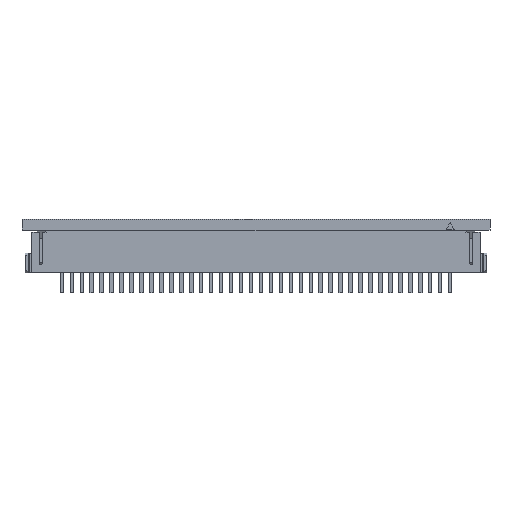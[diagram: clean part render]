
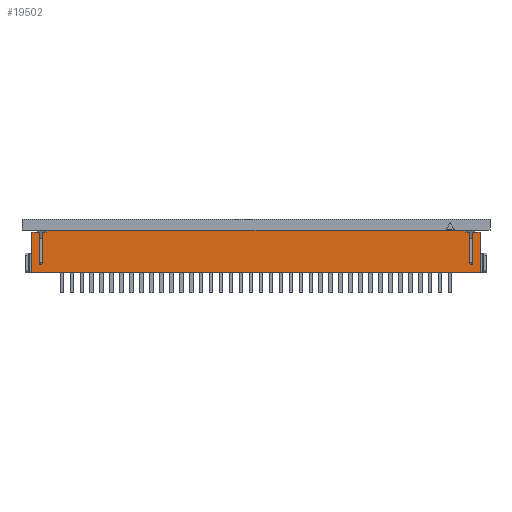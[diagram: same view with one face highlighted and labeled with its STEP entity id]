
A CAD part, front view. The second image highlights one B-rep face of the part: STEP entity #19502.
In plain terms, the highlighted planar face has unit normal (0, -1, 0).
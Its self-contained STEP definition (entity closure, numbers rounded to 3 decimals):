
#968=FACE_OUTER_BOUND('',#1959,.T.);
#1959=EDGE_LOOP('',(#16815,#16816,#16817,#16818,#16819,#16820,#16821,#16822,
#16823,#16824,#16825,#16826,#16827,#16828,#16829,#16830));
#2352=CIRCLE('',#20254,0.15);
#2441=CIRCLE('',#20645,0.15);
#3055=LINE('',#27135,#5614);
#3590=LINE('',#28345,#6149);
#3596=LINE('',#28356,#6155);
#3608=LINE('',#28374,#6167);
#3640=LINE('',#28435,#6199);
#3727=LINE('',#28619,#6286);
#4614=LINE('',#30458,#7173);
#4655=LINE('',#30546,#7214);
#4677=LINE('',#30590,#7236);
#4686=LINE('',#30607,#7245);
#4728=LINE('',#30699,#7287);
#4733=LINE('',#30709,#7292);
#4734=LINE('',#30710,#7293);
#4735=LINE('',#30712,#7294);
#5614=VECTOR('',#22010,0.25);
#6149=VECTOR('',#23063,0.4);
#6155=VECTOR('',#23071,0.725);
#6167=VECTOR('',#23087,3.15);
#6199=VECTOR('',#23149,3.15);
#6286=VECTOR('',#23318,4.1);
#7173=VECTOR('',#24779,31.85);
#7214=VECTOR('',#24840,3.15);
#7236=VECTOR('',#24870,0.725);
#7245=VECTOR('',#24881,0.4);
#7287=VECTOR('',#24969,3.15);
#7292=VECTOR('',#24978,35.);
#7293=VECTOR('',#24979,4.1);
#7294=VECTOR('',#24982,0.25);
#8068=VERTEX_POINT('',#27132);
#8069=VERTEX_POINT('',#27134);
#8475=VERTEX_POINT('',#28316);
#8476=VERTEX_POINT('',#28318);
#8485=VERTEX_POINT('',#28343);
#8488=VERTEX_POINT('',#28353);
#8489=VERTEX_POINT('',#28355);
#8563=VERTEX_POINT('',#28617);
#9228=VERTEX_POINT('',#30457);
#9264=VERTEX_POINT('',#30543);
#9265=VERTEX_POINT('',#30545);
#9282=VERTEX_POINT('',#30587);
#9283=VERTEX_POINT('',#30589);
#9290=VERTEX_POINT('',#30605);
#9317=VERTEX_POINT('',#30697);
#9320=VERTEX_POINT('',#30708);
#10130=EDGE_CURVE('',#8068,#8069,#3055,.T.);
#10719=EDGE_CURVE('',#8475,#8476,#2352,.T.);
#10732=EDGE_CURVE('',#8485,#8068,#3590,.T.);
#10738=EDGE_CURVE('',#8488,#8489,#3596,.T.);
#10750=EDGE_CURVE('',#8476,#8485,#3608,.T.);
#10782=EDGE_CURVE('',#8489,#8475,#3640,.T.);
#10877=EDGE_CURVE('',#8488,#8563,#3727,.T.);
#11834=EDGE_CURVE('',#8069,#9228,#4614,.T.);
#11878=EDGE_CURVE('',#9264,#9265,#4655,.T.);
#11901=EDGE_CURVE('',#9283,#9282,#4677,.T.);
#11910=EDGE_CURVE('',#9264,#9290,#4686,.T.);
#11958=EDGE_CURVE('',#9317,#9282,#4728,.T.);
#11963=EDGE_CURVE('',#8563,#9320,#4733,.T.);
#11964=EDGE_CURVE('',#9283,#9320,#4734,.T.);
#11965=EDGE_CURVE('',#9265,#9317,#2441,.T.);
#11966=EDGE_CURVE('',#9228,#9290,#4735,.T.);
#16815=ORIENTED_EDGE('',*,*,#11963,.T.);
#16816=ORIENTED_EDGE('',*,*,#11964,.F.);
#16817=ORIENTED_EDGE('',*,*,#11901,.T.);
#16818=ORIENTED_EDGE('',*,*,#11958,.F.);
#16819=ORIENTED_EDGE('',*,*,#11965,.F.);
#16820=ORIENTED_EDGE('',*,*,#11878,.F.);
#16821=ORIENTED_EDGE('',*,*,#11910,.T.);
#16822=ORIENTED_EDGE('',*,*,#11966,.F.);
#16823=ORIENTED_EDGE('',*,*,#11834,.F.);
#16824=ORIENTED_EDGE('',*,*,#10130,.F.);
#16825=ORIENTED_EDGE('',*,*,#10732,.F.);
#16826=ORIENTED_EDGE('',*,*,#10750,.F.);
#16827=ORIENTED_EDGE('',*,*,#10719,.F.);
#16828=ORIENTED_EDGE('',*,*,#10782,.F.);
#16829=ORIENTED_EDGE('',*,*,#10738,.F.);
#16830=ORIENTED_EDGE('',*,*,#10877,.T.);
#18630=PLANE('',#20644);
#19502=ADVANCED_FACE('',(#968),#18630,.T.);
#20254=AXIS2_PLACEMENT_3D('',#28319,#23041,#23042);
#20644=AXIS2_PLACEMENT_3D('',#30707,#24976,#24977);
#20645=AXIS2_PLACEMENT_3D('',#30711,#24980,#24981);
#22010=DIRECTION('',(0.6,0.,0.8));
#23041=DIRECTION('center_axis',(0.,-1.,0.));
#23042=DIRECTION('ref_axis',(-1.,0.,0.));
#23063=DIRECTION('',(1.,0.,0.));
#23071=DIRECTION('',(1.,0.,0.));
#23087=DIRECTION('',(0.,0.,1.));
#23149=DIRECTION('',(0.,0.,-1.));
#23318=DIRECTION('',(0.,0.,-1.));
#24779=DIRECTION('',(1.,0.,0.));
#24840=DIRECTION('',(0.,0.,-1.));
#24870=DIRECTION('',(-1.,0.,0.));
#24881=DIRECTION('',(-1.,0.,0.));
#24969=DIRECTION('',(0.,0.,1.));
#24976=DIRECTION('center_axis',(0.,-1.,0.));
#24977=DIRECTION('ref_axis',(0.,0.,-1.));
#24978=DIRECTION('',(1.,0.,0.));
#24979=DIRECTION('',(0.,0.,-1.));
#24980=DIRECTION('center_axis',(0.,-1.,0.));
#24981=DIRECTION('ref_axis',(-1.,0.,0.));
#24982=DIRECTION('',(0.6,0.,-0.8));
#27132=CARTESIAN_POINT('',(-21.075,0.,4.1));
#27134=CARTESIAN_POINT('',(-20.925,0.,4.3));
#27135=CARTESIAN_POINT('',(-21.075,0.,4.1));
#28316=CARTESIAN_POINT('',(-21.775,0.,0.95));
#28318=CARTESIAN_POINT('',(-21.475,0.,0.95));
#28319=CARTESIAN_POINT('Origin',(-21.625,0.,0.95));
#28343=CARTESIAN_POINT('',(-21.475,0.,4.1));
#28345=CARTESIAN_POINT('',(-21.475,0.,4.1));
#28353=CARTESIAN_POINT('',(-22.5,0.,4.1));
#28355=CARTESIAN_POINT('',(-21.775,0.,4.1));
#28356=CARTESIAN_POINT('',(-22.5,0.,4.1));
#28374=CARTESIAN_POINT('',(-21.475,0.,0.95));
#28435=CARTESIAN_POINT('',(-21.775,0.,4.1));
#28617=CARTESIAN_POINT('',(-22.5,0.,0.));
#28619=CARTESIAN_POINT('',(-22.5,0.,4.1));
#30457=CARTESIAN_POINT('',(20.925,0.,4.3));
#30458=CARTESIAN_POINT('',(-10.925,0.,4.3));
#30543=CARTESIAN_POINT('',(21.475,0.,4.1));
#30545=CARTESIAN_POINT('',(21.475,0.,0.95));
#30546=CARTESIAN_POINT('',(21.475,0.,4.1));
#30587=CARTESIAN_POINT('',(21.775,0.,4.1));
#30589=CARTESIAN_POINT('',(22.5,0.,4.1));
#30590=CARTESIAN_POINT('',(22.5,0.,4.1));
#30605=CARTESIAN_POINT('',(21.075,0.,4.1));
#30607=CARTESIAN_POINT('',(21.475,0.,4.1));
#30697=CARTESIAN_POINT('',(21.775,0.,0.95));
#30699=CARTESIAN_POINT('',(21.775,0.,0.95));
#30707=CARTESIAN_POINT('Origin',(-12.5,0.,4.3));
#30708=CARTESIAN_POINT('',(22.5,0.,0.));
#30709=CARTESIAN_POINT('',(-12.5,0.,0.));
#30710=CARTESIAN_POINT('',(22.5,0.,4.1));
#30711=CARTESIAN_POINT('Origin',(21.625,0.,0.95));
#30712=CARTESIAN_POINT('',(20.925,0.,4.3));
